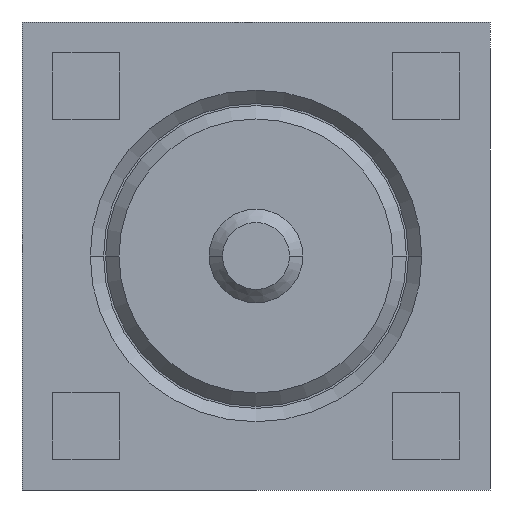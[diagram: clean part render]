
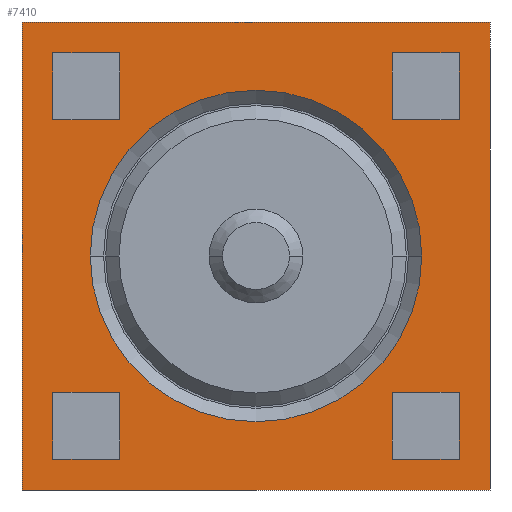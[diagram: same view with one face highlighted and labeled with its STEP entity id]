
A CAD part, front view. The second image highlights one B-rep face of the part: STEP entity #7410.
In plain terms, the highlighted planar face has unit normal (0, -1, 0).
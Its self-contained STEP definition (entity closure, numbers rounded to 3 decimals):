
#3170=CARTESIAN_POINT('',(1.75,-1.41,1.75));
#3180=VERTEX_POINT('',#3170);
#3390=CARTESIAN_POINT('',(1.75,-1.41,-1.75));
#3400=VERTEX_POINT('',#3390);
#3430=CARTESIAN_POINT('',(1.75,-1.41,0.));
#3440=DIRECTION('',(0.,0.,1.));
#3450=VECTOR('',#3440,1.);
#3460=LINE('',#3430,#3450);
#3470=EDGE_CURVE('',#3400,#3180,#3460,.T.);
#4950=CARTESIAN_POINT('',(-1.75,-1.41,-1.75));
#4960=VERTEX_POINT('',#4950);
#4990=CARTESIAN_POINT('',(-1.75,-1.41,-1.75));
#5000=DIRECTION('',(1.,0.,0.));
#5010=VECTOR('',#5000,1.);
#5020=LINE('',#4990,#5010);
#5030=EDGE_CURVE('',#4960,#3400,#5020,.T.);
#5510=CARTESIAN_POINT('',(-1.75,-1.41,1.75));
#5520=VERTEX_POINT('',#5510);
#5550=CARTESIAN_POINT('',(-1.75,-1.41,0.));
#5560=DIRECTION('',(0.,0.,1.));
#5570=VECTOR('',#5560,1.);
#5580=LINE('',#5550,#5570);
#5590=EDGE_CURVE('',#4960,#5520,#5580,.T.);
#5740=CARTESIAN_POINT('',(1.75,-1.41,0.));
#5750=DIRECTION('',(-0.,-1.,-0.));
#5760=DIRECTION('',(-1.,0.,0.));
#5770=AXIS2_PLACEMENT_3D('',#5740,#5750,#5760);
#5780=PLANE('',#5770);
#5790=ORIENTED_EDGE('',*,*,#3470,.T.);
#5800=ORIENTED_EDGE('',*,*,#5030,.T.);
#5810=ORIENTED_EDGE('',*,*,#5590,.F.);
#5820=CARTESIAN_POINT('',(-1.75,-1.41,1.75));
#5830=DIRECTION('',(1.,0.,0.));
#5840=VECTOR('',#5830,1.);
#5850=LINE('',#5820,#5840);
#5860=EDGE_CURVE('',#5520,#3180,#5850,.T.);
#5870=ORIENTED_EDGE('',*,*,#5860,.F.);
#5880=EDGE_LOOP('',(#5870,#5810,#5800,#5790));
#5890=FACE_OUTER_BOUND('',#5880,.T.);
#5900=CARTESIAN_POINT('',(0.,-1.41,0.));
#5910=DIRECTION('',(0.,-1.,0.));
#5920=DIRECTION('',(-1.,0.,0.));
#5930=AXIS2_PLACEMENT_3D('',#5900,#5910,#5920);
#5940=CIRCLE('',#5930,1.24);
#5950=CARTESIAN_POINT('',(1.24,-1.41,0.))
;
#5960=VERTEX_POINT('',#5950);
#5970=CARTESIAN_POINT('',(-1.24,-1.41,0.));
#5980=VERTEX_POINT('',#5970);
#5990=EDGE_CURVE('',#5960,#5980,#5940,.T.);
#6000=ORIENTED_EDGE('',*,*,#5990,.F.);
#6010=EDGE_CURVE('',#5980,#5960,#5940,.T.);
#6020=ORIENTED_EDGE('',*,*,#6010,.F.);
#6030=EDGE_LOOP('',(#6020,#6000));
#6040=FACE_BOUND('',#6030,.T.);
#6050=CARTESIAN_POINT('',(0.,-1.41,-1.52));
#6060=DIRECTION('',(1.,0.,0.));
#6070=VECTOR('',#6060,1.);
#6080=LINE('',#6050,#6070);
#6090=CARTESIAN_POINT('',(-1.52,-1.41,-1.52));
#6100=VERTEX_POINT('',#6090);
#6110=CARTESIAN_POINT('',(-1.02,-1.41,-1.52));
#6120=VERTEX_POINT('',#6110);
#6130=EDGE_CURVE('',#6100,#6120,#6080,.T.);
#6140=ORIENTED_EDGE('',*,*,#6130,.F.);
#6150=CARTESIAN_POINT('',(-1.02,-1.41,0.));
#6160=DIRECTION('',(0.,0.,1.));
#6170=VECTOR('',#6160,1.);
#6180=LINE('',#6150,#6170);
#6190=CARTESIAN_POINT('',(-1.02,-1.41,-1.02));
#6200=VERTEX_POINT('',#6190);
#6210=EDGE_CURVE('',#6120,#6200,#6180,.T.);
#6220=ORIENTED_EDGE('',*,*,#6210,.F.);
#6230=CARTESIAN_POINT('',(0.,-1.41,-1.02));
#6240=DIRECTION('',(-1.,0.,0.));
#6250=VECTOR('',#6240,1.);
#6260=LINE('',#6230,#6250);
#6270=CARTESIAN_POINT('',(-1.52,-1.41,-1.02));
#6280=VERTEX_POINT('',#6270);
#6290=EDGE_CURVE('',#6200,#6280,#6260,.T.);
#6300=ORIENTED_EDGE('',*,*,#6290,.F.);
#6310=CARTESIAN_POINT('',(-1.52,-1.41,0.));
#6320=DIRECTION('',(0.,0.,-1.));
#6330=VECTOR('',#6320,1.);
#6340=LINE('',#6310,#6330);
#6350=EDGE_CURVE('',#6280,#6100,#6340,.T.);
#6360=ORIENTED_EDGE('',*,*,#6350,.F.);
#6370=EDGE_LOOP('',(#6360,#6300,#6220,#6140));
#6380=FACE_BOUND('',#6370,.T.);
#6390=CARTESIAN_POINT('',(1.52,-1.41,0.));
#6400=DIRECTION('',(0.,0.,1.));
#6410=VECTOR('',#6400,1.);
#6420=LINE('',#6390,#6410);
#6430=CARTESIAN_POINT('',(1.52,-1.41,1.02));
#6440=VERTEX_POINT('',#6430);
#6450=CARTESIAN_POINT('',(1.52,-1.41,1.52));
#6460=VERTEX_POINT('',#6450);
#6470=EDGE_CURVE('',#6440,#6460,#6420,.T.);
#6480=ORIENTED_EDGE('',*,*,#6470,.F.);
#6490=CARTESIAN_POINT('',(0.,-1.41,1.52));
#6500=DIRECTION('',(-1.,0.,0.));
#6510=VECTOR('',#6500,1.);
#6520=LINE('',#6490,#6510);
#6530=CARTESIAN_POINT('',(1.02,-1.41,1.52));
#6540=VERTEX_POINT('',#6530);
#6550=EDGE_CURVE('',#6460,#6540,#6520,.T.);
#6560=ORIENTED_EDGE('',*,*,#6550,.F.);
#6570=CARTESIAN_POINT('',(1.02,-1.41,0.));
#6580=DIRECTION('',(0.,0.,-1.));
#6590=VECTOR('',#6580,1.);
#6600=LINE('',#6570,#6590);
#6610=CARTESIAN_POINT('',(1.02,-1.41,1.02));
#6620=VERTEX_POINT('',#6610);
#6630=EDGE_CURVE('',#6540,#6620,#6600,.T.);
#6640=ORIENTED_EDGE('',*,*,#6630,.F.);
#6650=CARTESIAN_POINT('',(0.,-1.41,1.02));
#6660=DIRECTION('',(1.,0.,0.));
#6670=VECTOR('',#6660,1.);
#6680=LINE('',#6650,#6670);
#6690=EDGE_CURVE('',#6620,#6440,#6680,.T.);
#6700=ORIENTED_EDGE('',*,*,#6690,.F.);
#6710=EDGE_LOOP('',(#6700,#6640,#6560,#6480));
#6720=FACE_BOUND('',#6710,.T.);
#6730=CARTESIAN_POINT('',(-1.52,-1.41,0.));
#6740=DIRECTION('',(0.,0.,-1.));
#6750=VECTOR('',#6740,1.);
#6760=LINE('',#6730,#6750);
#6770=CARTESIAN_POINT('',(-1.52,-1.41,1.52));
#6780=VERTEX_POINT('',#6770);
#6790=CARTESIAN_POINT('',(-1.52,-1.41,1.02));
#6800=VERTEX_POINT('',#6790);
#6810=EDGE_CURVE('',#6780,#6800,#6760,.T.);
#6820=ORIENTED_EDGE('',*,*,#6810,.F.);
#6830=CARTESIAN_POINT('',(0.,-1.41,1.02));
#6840=DIRECTION('',(1.,0.,0.));
#6850=VECTOR('',#6840,1.);
#6860=LINE('',#6830,#6850);
#6870=CARTESIAN_POINT('',(-1.02,-1.41,1.02));
#6880=VERTEX_POINT('',#6870);
#6890=EDGE_CURVE('',#6800,#6880,#6860,.T.);
#6900=ORIENTED_EDGE('',*,*,#6890,.F.);
#6910=CARTESIAN_POINT('',(-1.02,-1.41,0.));
#6920=DIRECTION('',(0.,0.,1.));
#6930=VECTOR('',#6920,1.);
#6940=LINE('',#6910,#6930);
#6950=CARTESIAN_POINT('',(-1.02,-1.41,1.52));
#6960=VERTEX_POINT('',#6950);
#6970=EDGE_CURVE('',#6880,#6960,#6940,.T.);
#6980=ORIENTED_EDGE('',*,*,#6970,.F.);
#6990=CARTESIAN_POINT('',(0.,-1.41,1.52));
#7000=DIRECTION('',(-1.,0.,0.));
#7010=VECTOR('',#7000,1.);
#7020=LINE('',#6990,#7010);
#7030=EDGE_CURVE('',#6960,#6780,#7020,.T.);
#7040=ORIENTED_EDGE('',*,*,#7030,.F.);
#7050=EDGE_LOOP('',(#7040,#6980,#6900,#6820));
#7060=FACE_BOUND('',#7050,.T.);
#7070=CARTESIAN_POINT('',(1.02,-1.41,0.));
#7080=DIRECTION('',(0.,0.,-1.));
#7090=VECTOR('',#7080,1.);
#7100=LINE('',#7070,#7090);
#7110=CARTESIAN_POINT('',(1.02,-1.41,-1.02));
#7120=VERTEX_POINT('',#7110);
#7130=CARTESIAN_POINT('',(1.02,-1.41,-1.52));
#7140=VERTEX_POINT('',#7130);
#7150=EDGE_CURVE('',#7120,#7140,#7100,.T.);
#7160=ORIENTED_EDGE('',*,*,#7150,.F.);
#7170=CARTESIAN_POINT('',(0.,-1.41,-1.52));
#7180=DIRECTION('',(1.,0.,0.));
#7190=VECTOR('',#7180,1.);
#7200=LINE('',#7170,#7190);
#7210=CARTESIAN_POINT('',(1.52,-1.41,-1.52));
#7220=VERTEX_POINT('',#7210);
#7230=EDGE_CURVE('',#7140,#7220,#7200,.T.);
#7240=ORIENTED_EDGE('',*,*,#7230,.F.);
#7250=CARTESIAN_POINT('',(1.52,-1.41,0.));
#7260=DIRECTION('',(0.,0.,1.));
#7270=VECTOR('',#7260,1.);
#7280=LINE('',#7250,#7270);
#7290=CARTESIAN_POINT('',(1.52,-1.41,-1.02));
#7300=VERTEX_POINT('',#7290);
#7310=EDGE_CURVE('',#7220,#7300,#7280,.T.);
#7320=ORIENTED_EDGE('',*,*,#7310,.F.);
#7330=CARTESIAN_POINT('',(0.,-1.41,-1.02));
#7340=DIRECTION('',(-1.,0.,0.));
#7350=VECTOR('',#7340,1.);
#7360=LINE('',#7330,#7350);
#7370=EDGE_CURVE('',#7300,#7120,#7360,.T.);
#7380=ORIENTED_EDGE('',*,*,#7370,.F.);
#7390=EDGE_LOOP('',(#7380,#7320,#7240,#7160));
#7400=FACE_BOUND('',#7390,.T.);
#7410=ADVANCED_FACE('',(#5890,#6040,#6380,#6720,#7060,#7400),#5780,.T.);
